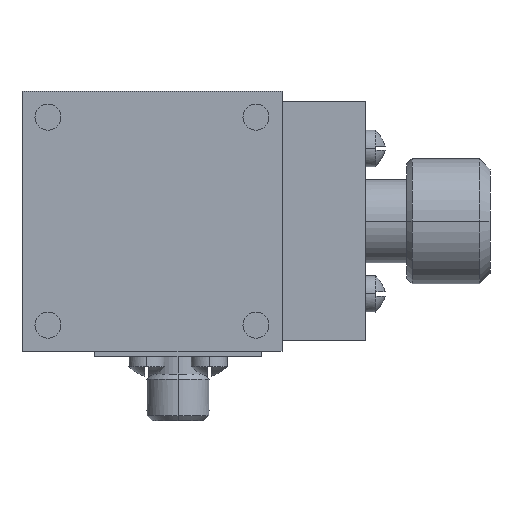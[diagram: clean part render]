
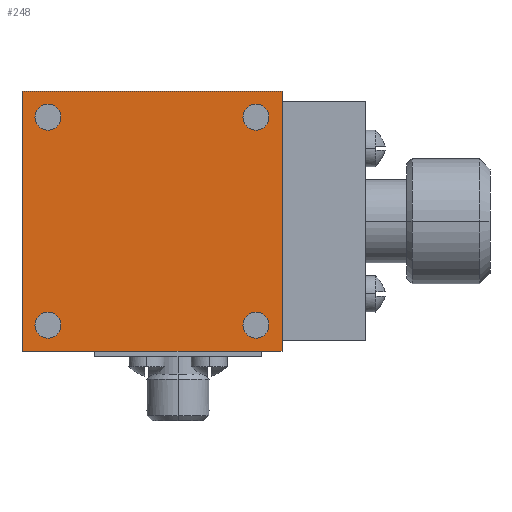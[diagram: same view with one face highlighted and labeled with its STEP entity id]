
A CAD part, front view. The second image highlights one B-rep face of the part: STEP entity #248.
In plain terms, the highlighted planar face has unit normal (0, -1, 0).
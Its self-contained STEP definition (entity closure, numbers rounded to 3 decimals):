
#248 = ADVANCED_FACE( '', ( #588, #589, #590, #591, #592 ), #593, .T. );
#588 = FACE_BOUND( '', #1017, .T. );
#589 = FACE_BOUND( '', #1018, .T. );
#590 = FACE_BOUND( '', #1019, .T. );
#591 = FACE_BOUND( '', #1020, .T. );
#592 = FACE_OUTER_BOUND( '', #1021, .T. );
#593 = PLANE( '', #1022 );
#1017 = EDGE_LOOP( '', ( #2144, #2145 ) );
#1018 = EDGE_LOOP( '', ( #2146, #2147 ) );
#1019 = EDGE_LOOP( '', ( #2148, #2149 ) );
#1020 = EDGE_LOOP( '', ( #2150, #2151 ) );
#1021 = EDGE_LOOP( '', ( #2152, #2153, #2154, #2155 ) );
#1022 = AXIS2_PLACEMENT_3D( '', #2156, #2157, #2158 );
#2144 = ORIENTED_EDGE( '', *, *, #2764, .T. );
#2145 = ORIENTED_EDGE( '', *, *, #2860, .T. );
#2146 = ORIENTED_EDGE( '', *, *, #2756, .T. );
#2147 = ORIENTED_EDGE( '', *, *, #2864, .T. );
#2148 = ORIENTED_EDGE( '', *, *, #2748, .T. );
#2149 = ORIENTED_EDGE( '', *, *, #2868, .T. );
#2150 = ORIENTED_EDGE( '', *, *, #2740, .T. );
#2151 = ORIENTED_EDGE( '', *, *, #2872, .T. );
#2152 = ORIENTED_EDGE( '', *, *, #3005, .T. );
#2153 = ORIENTED_EDGE( '', *, *, #2999, .F. );
#2154 = ORIENTED_EDGE( '', *, *, #3002, .F. );
#2155 = ORIENTED_EDGE( '', *, *, #3004, .T. );
#2156 = CARTESIAN_POINT( '', ( -12.5, 0., 12.5 ) );
#2157 = DIRECTION( '', ( 0., -1., 0. ) );
#2158 = DIRECTION( '', ( -1., 0., 0. ) );
#2740 = EDGE_CURVE( '', #3233, #3237, #3239, .T. );
#2748 = EDGE_CURVE( '', #3249, #3253, #3255, .T. );
#2756 = EDGE_CURVE( '', #3265, #3269, #3271, .T. );
#2764 = EDGE_CURVE( '', #3281, #3285, #3287, .T. );
#2860 = EDGE_CURVE( '', #3285, #3281, #3441, .T. );
#2864 = EDGE_CURVE( '', #3269, #3265, #3445, .T. );
#2868 = EDGE_CURVE( '', #3253, #3249, #3449, .T. );
#2872 = EDGE_CURVE( '', #3237, #3233, #3453, .T. );
#2999 = EDGE_CURVE( '', #3644, #3646, #3647, .T. );
#3002 = EDGE_CURVE( '', #3649, #3644, #3651, .T. );
#3004 = EDGE_CURVE( '', #3649, #3652, #3654, .T. );
#3005 = EDGE_CURVE( '', #3652, #3646, #3655, .T. );
#3233 = VERTEX_POINT( '', #3993 );
#3237 = VERTEX_POINT( '', #3998 );
#3239 = CIRCLE( '', #4001, 1.25 );
#3249 = VERTEX_POINT( '', #4013 );
#3253 = VERTEX_POINT( '', #4018 );
#3255 = CIRCLE( '', #4021, 1.25 );
#3265 = VERTEX_POINT( '', #4033 );
#3269 = VERTEX_POINT( '', #4038 );
#3271 = CIRCLE( '', #4041, 1.25 );
#3281 = VERTEX_POINT( '', #4053 );
#3285 = VERTEX_POINT( '', #4058 );
#3287 = CIRCLE( '', #4061, 1.25 );
#3441 = CIRCLE( '', #4474, 1.25 );
#3445 = CIRCLE( '', #4478, 1.25 );
#3449 = CIRCLE( '', #4482, 1.25 );
#3453 = CIRCLE( '', #4486, 1.25 );
#3644 = VERTEX_POINT( '', #4972 );
#3646 = VERTEX_POINT( '', #4975 );
#3647 = LINE( '', #4976, #4977 );
#3649 = VERTEX_POINT( '', #4980 );
#3651 = LINE( '', #4983, #4984 );
#3652 = VERTEX_POINT( '', #4985 );
#3654 = LINE( '', #4988, #4989 );
#3655 = LINE( '', #4990, #4991 );
#3993 = CARTESIAN_POINT( '', ( 10., 0., -11.25 ) );
#3998 = CARTESIAN_POINT( '', ( 10., 0., -8.75 ) );
#4001 = AXIS2_PLACEMENT_3D( '', #5450, #5451, #5452 );
#4013 = CARTESIAN_POINT( '', ( 10., 0., 8.75 ) );
#4018 = CARTESIAN_POINT( '', ( 10., 0., 11.25 ) );
#4021 = AXIS2_PLACEMENT_3D( '', #5466, #5467, #5468 );
#4033 = CARTESIAN_POINT( '', ( -10., 0., 8.75 ) );
#4038 = CARTESIAN_POINT( '', ( -10., 0., 11.25 ) );
#4041 = AXIS2_PLACEMENT_3D( '', #5482, #5483, #5484 );
#4053 = CARTESIAN_POINT( '', ( -10., 0., -11.25 ) );
#4058 = CARTESIAN_POINT( '', ( -10., 0., -8.75 ) );
#4061 = AXIS2_PLACEMENT_3D( '', #5498, #5499, #5500 );
#4474 = AXIS2_PLACEMENT_3D( '', #5636, #5637, #5638 );
#4478 = AXIS2_PLACEMENT_3D( '', #5648, #5649, #5650 );
#4482 = AXIS2_PLACEMENT_3D( '', #5660, #5661, #5662 );
#4486 = AXIS2_PLACEMENT_3D( '', #5672, #5673, #5674 );
#4972 = CARTESIAN_POINT( '', ( 12.5, 0., 12.5 ) );
#4975 = CARTESIAN_POINT( '', ( 12.5, 0., -12.5 ) );
#4976 = CARTESIAN_POINT( '', ( 12.5, 0., 12.5 ) );
#4977 = VECTOR( '', #5829, 1. );
#4980 = CARTESIAN_POINT( '', ( -12.5, 0., 12.5 ) );
#4983 = CARTESIAN_POINT( '', ( -12.5, 0., 12.5 ) );
#4984 = VECTOR( '', #5832, 1. );
#4985 = CARTESIAN_POINT( '', ( -12.5, 0., -12.5 ) );
#4988 = CARTESIAN_POINT( '', ( -12.5, 0., 12.5 ) );
#4989 = VECTOR( '', #5834, 1. );
#4990 = CARTESIAN_POINT( '', ( -12.5, 0., -12.5 ) );
#4991 = VECTOR( '', #5835, 1. );
#5450 = CARTESIAN_POINT( '', ( 10., 0., -10. ) );
#5451 = DIRECTION( '', ( 0., 1., 0. ) );
#5452 = DIRECTION( '', ( 0., 0., -1. ) );
#5466 = CARTESIAN_POINT( '', ( 10., 0., 10. ) );
#5467 = DIRECTION( '', ( 0., 1., 0. ) );
#5468 = DIRECTION( '', ( 0., 0., -1. ) );
#5482 = CARTESIAN_POINT( '', ( -10., 0., 10. ) );
#5483 = DIRECTION( '', ( 0., 1., 0. ) );
#5484 = DIRECTION( '', ( 0., 0., -1. ) );
#5498 = CARTESIAN_POINT( '', ( -10., 0., -10. ) );
#5499 = DIRECTION( '', ( 0., 1., 0. ) );
#5500 = DIRECTION( '', ( 0., 0., -1. ) );
#5636 = CARTESIAN_POINT( '', ( -10., 0., -10. ) );
#5637 = DIRECTION( '', ( 0., 1., 0. ) );
#5638 = DIRECTION( '', ( 0., 0., -1. ) );
#5648 = CARTESIAN_POINT( '', ( -10., 0., 10. ) );
#5649 = DIRECTION( '', ( 0., 1., 0. ) );
#5650 = DIRECTION( '', ( 0., 0., -1. ) );
#5660 = CARTESIAN_POINT( '', ( 10., 0., 10. ) );
#5661 = DIRECTION( '', ( 0., 1., 0. ) );
#5662 = DIRECTION( '', ( 0., 0., -1. ) );
#5672 = CARTESIAN_POINT( '', ( 10., 0., -10. ) );
#5673 = DIRECTION( '', ( 0., 1., 0. ) );
#5674 = DIRECTION( '', ( 0., 0., -1. ) );
#5829 = DIRECTION( '', ( 0., 0., -1. ) );
#5832 = DIRECTION( '', ( 1., 0., 0. ) );
#5834 = DIRECTION( '', ( 0., 0., -1. ) );
#5835 = DIRECTION( '', ( 1., 0., 0. ) );
